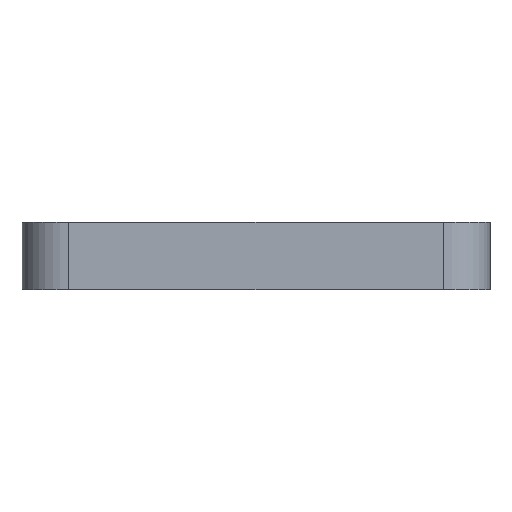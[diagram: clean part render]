
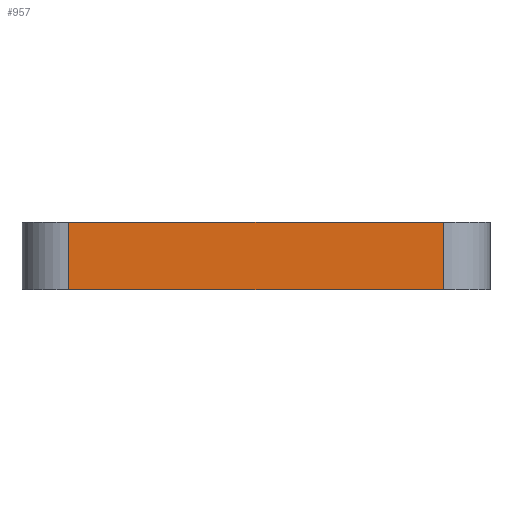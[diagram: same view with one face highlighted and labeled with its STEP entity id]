
A CAD part, front view. The second image highlights one B-rep face of the part: STEP entity #957.
In plain terms, the highlighted planar face has unit normal (0, -1, 0).
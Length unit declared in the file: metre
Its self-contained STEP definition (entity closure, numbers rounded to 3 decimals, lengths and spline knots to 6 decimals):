
#16=LINE('',#1451,#104);
#17=LINE('',#1455,#105);
#18=LINE('',#1457,#106);
#19=LINE('',#1459,#107);
#104=VECTOR('',#1158,1.);
#105=VECTOR('',#1163,1.);
#106=VECTOR('',#1164,1.);
#107=VECTOR('',#1165,1.);
#189=PLANE('',#1035);
#235=ORIENTED_EDGE('',*,*,#504,.T.);
#236=ORIENTED_EDGE('',*,*,#506,.F.);
#237=ORIENTED_EDGE('',*,*,#507,.F.);
#238=ORIENTED_EDGE('',*,*,#508,.T.);
#504=EDGE_CURVE('',#640,#639,#16,.T.);
#506=EDGE_CURVE('',#641,#639,#17,.T.);
#507=EDGE_CURVE('',#642,#641,#18,.T.);
#508=EDGE_CURVE('',#642,#640,#19,.T.);
#639=VERTEX_POINT('',#1450);
#640=VERTEX_POINT('',#1452);
#641=VERTEX_POINT('',#1456);
#642=VERTEX_POINT('',#1458);
#781=EDGE_LOOP('',(#235,#236,#237,#238));
#859=FACE_BOUND('',#781,.T.);
#957=ADVANCED_FACE('',(#859),#189,.T.);
#1035=AXIS2_PLACEMENT_3D('',#1454,#1161,#1162);
#1158=DIRECTION('',(0.,0.,-1.));
#1161=DIRECTION('',(0.,-1.,0.));
#1162=DIRECTION('',(1.,0.,0.));
#1163=DIRECTION('',(-1.,0.,0.));
#1164=DIRECTION('',(0.,0.,-1.));
#1165=DIRECTION('',(-1.,0.,0.));
#1450=CARTESIAN_POINT('',(-0.05237,-0.09991,-0.01375));
#1451=CARTESIAN_POINT('',(-0.05237,-0.09991,0.005));
#1452=CARTESIAN_POINT('',(-0.05237,-0.09991,0.005));
#1454=CARTESIAN_POINT('',(0.,-0.09991,0.005));
#1455=CARTESIAN_POINT('',(0.,-0.09991,-0.01375));
#1456=CARTESIAN_POINT('',(0.05237,-0.09991,-0.01375));
#1457=CARTESIAN_POINT('',(0.05237,-0.09991,0.005));
#1458=CARTESIAN_POINT('',(0.05237,-0.09991,0.005));
#1459=CARTESIAN_POINT('',(0.,-0.09991,0.005));
